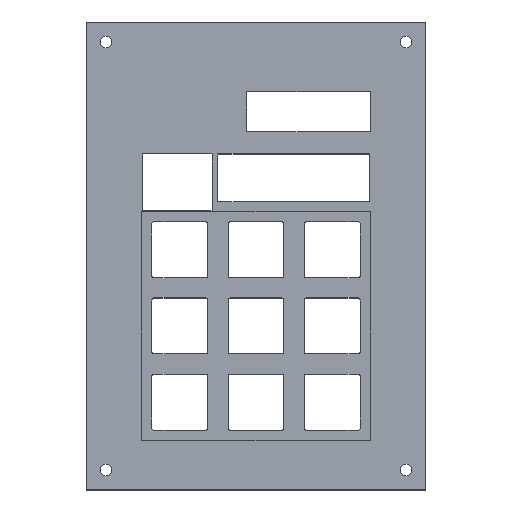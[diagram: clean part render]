
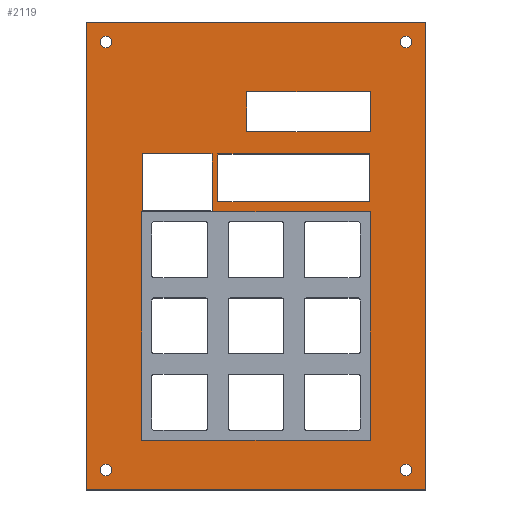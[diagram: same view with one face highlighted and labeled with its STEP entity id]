
A CAD part, top view. The second image highlights one B-rep face of the part: STEP entity #2119.
In plain terms, the highlighted planar face has unit normal (0, 0, 1).
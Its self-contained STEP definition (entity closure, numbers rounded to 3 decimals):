
#35=FACE_BOUND('',#396,.T.);
#36=FACE_BOUND('',#397,.T.);
#37=FACE_BOUND('',#398,.T.);
#38=FACE_BOUND('',#399,.T.);
#39=FACE_BOUND('',#400,.T.);
#40=FACE_BOUND('',#401,.T.);
#41=FACE_BOUND('',#402,.T.);
#42=FACE_BOUND('',#403,.T.);
#123=CIRCLE('',#2295,1.45);
#125=CIRCLE('',#2298,1.45);
#127=CIRCLE('',#2301,1.45);
#129=CIRCLE('',#2308,1.45);
#273=FACE_OUTER_BOUND('',#395,.T.);
#395=EDGE_LOOP('',(#1905,#1906,#1907,#1908));
#396=EDGE_LOOP('',(#1909,#1910,#1911,#1912));
#397=EDGE_LOOP('',(#1913));
#398=EDGE_LOOP('',(#1914,#1915,#1916,#1917));
#399=EDGE_LOOP('',(#1918));
#400=EDGE_LOOP('',(#1919));
#401=EDGE_LOOP('',(#1920));
#402=EDGE_LOOP('',(#1921,#1922,#1923,#1924));
#403=EDGE_LOOP('',(#1925,#1926,#1927,#1928));
#571=LINE('',#3376,#791);
#574=LINE('',#3382,#794);
#577=LINE('',#3388,#797);
#580=LINE('',#3392,#800);
#583=LINE('',#3400,#803);
#586=LINE('',#3406,#806);
#589=LINE('',#3412,#809);
#592=LINE('',#3416,#812);
#598=LINE('',#3442,#818);
#601=LINE('',#3448,#821);
#604=LINE('',#3454,#824);
#607=LINE('',#3458,#827);
#611=LINE('',#3472,#831);
#614=LINE('',#3478,#834);
#617=LINE('',#3484,#837);
#620=LINE('',#3488,#840);
#623=LINE('',#3496,#843);
#626=LINE('',#3502,#846);
#629=LINE('',#3508,#849);
#632=LINE('',#3512,#852);
#791=VECTOR('',#2782,10.);
#794=VECTOR('',#2787,10.);
#797=VECTOR('',#2792,10.);
#800=VECTOR('',#2797,10.);
#803=VECTOR('',#2802,10.);
#806=VECTOR('',#2807,10.);
#809=VECTOR('',#2812,10.);
#812=VECTOR('',#2817,10.);
#818=VECTOR('',#2843,10.);
#821=VECTOR('',#2848,10.);
#824=VECTOR('',#2853,10.);
#827=VECTOR('',#2858,10.);
#831=VECTOR('',#2870,10.);
#834=VECTOR('',#2875,10.);
#837=VECTOR('',#2880,10.);
#840=VECTOR('',#2885,10.);
#843=VECTOR('',#2890,10.);
#846=VECTOR('',#2895,10.);
#849=VECTOR('',#2900,10.);
#852=VECTOR('',#2905,10.);
#1007=VERTEX_POINT('',#3373);
#1008=VERTEX_POINT('',#3375);
#1010=VERTEX_POINT('',#3381);
#1012=VERTEX_POINT('',#3387);
#1015=VERTEX_POINT('',#3397);
#1016=VERTEX_POINT('',#3399);
#1018=VERTEX_POINT('',#3405);
#1020=VERTEX_POINT('',#3411);
#1021=VERTEX_POINT('',#3418);
#1023=VERTEX_POINT('',#3424);
#1025=VERTEX_POINT('',#3430);
#1029=VERTEX_POINT('',#3439);
#1030=VERTEX_POINT('',#3441);
#1032=VERTEX_POINT('',#3447);
#1034=VERTEX_POINT('',#3453);
#1035=VERTEX_POINT('',#3460);
#1039=VERTEX_POINT('',#3469);
#1040=VERTEX_POINT('',#3471);
#1042=VERTEX_POINT('',#3477);
#1044=VERTEX_POINT('',#3483);
#1047=VERTEX_POINT('',#3493);
#1048=VERTEX_POINT('',#3495);
#1050=VERTEX_POINT('',#3501);
#1052=VERTEX_POINT('',#3507);
#1283=EDGE_CURVE('',#1008,#1007,#571,.T.);
#1286=EDGE_CURVE('',#1010,#1008,#574,.T.);
#1289=EDGE_CURVE('',#1012,#1010,#577,.T.);
#1292=EDGE_CURVE('',#1007,#1012,#580,.T.);
#1295=EDGE_CURVE('',#1016,#1015,#583,.T.);
#1298=EDGE_CURVE('',#1018,#1016,#586,.T.);
#1301=EDGE_CURVE('',#1020,#1018,#589,.T.);
#1304=EDGE_CURVE('',#1015,#1020,#592,.T.);
#1305=EDGE_CURVE('',#1021,#1021,#123,.T.);
#1308=EDGE_CURVE('',#1023,#1023,#125,.T.);
#1311=EDGE_CURVE('',#1025,#1025,#127,.T.);
#1316=EDGE_CURVE('',#1030,#1029,#598,.T.);
#1319=EDGE_CURVE('',#1032,#1030,#601,.T.);
#1322=EDGE_CURVE('',#1034,#1032,#604,.T.);
#1325=EDGE_CURVE('',#1029,#1034,#607,.T.);
#1326=EDGE_CURVE('',#1035,#1035,#129,.T.);
#1331=EDGE_CURVE('',#1040,#1039,#611,.T.);
#1334=EDGE_CURVE('',#1042,#1040,#614,.T.);
#1337=EDGE_CURVE('',#1044,#1042,#617,.T.);
#1340=EDGE_CURVE('',#1039,#1044,#620,.T.);
#1343=EDGE_CURVE('',#1048,#1047,#623,.T.);
#1346=EDGE_CURVE('',#1050,#1048,#626,.T.);
#1349=EDGE_CURVE('',#1052,#1050,#629,.T.);
#1352=EDGE_CURVE('',#1047,#1052,#632,.T.);
#1905=ORIENTED_EDGE('',*,*,#1352,.T.);
#1906=ORIENTED_EDGE('',*,*,#1349,.T.);
#1907=ORIENTED_EDGE('',*,*,#1346,.T.);
#1908=ORIENTED_EDGE('',*,*,#1343,.T.);
#1909=ORIENTED_EDGE('',*,*,#1340,.T.);
#1910=ORIENTED_EDGE('',*,*,#1337,.T.);
#1911=ORIENTED_EDGE('',*,*,#1334,.T.);
#1912=ORIENTED_EDGE('',*,*,#1331,.T.);
#1913=ORIENTED_EDGE('',*,*,#1326,.T.);
#1914=ORIENTED_EDGE('',*,*,#1325,.T.);
#1915=ORIENTED_EDGE('',*,*,#1322,.T.);
#1916=ORIENTED_EDGE('',*,*,#1319,.T.);
#1917=ORIENTED_EDGE('',*,*,#1316,.T.);
#1918=ORIENTED_EDGE('',*,*,#1311,.T.);
#1919=ORIENTED_EDGE('',*,*,#1308,.T.);
#1920=ORIENTED_EDGE('',*,*,#1305,.T.);
#1921=ORIENTED_EDGE('',*,*,#1304,.T.);
#1922=ORIENTED_EDGE('',*,*,#1301,.T.);
#1923=ORIENTED_EDGE('',*,*,#1298,.T.);
#1924=ORIENTED_EDGE('',*,*,#1295,.T.);
#1925=ORIENTED_EDGE('',*,*,#1292,.T.);
#1926=ORIENTED_EDGE('',*,*,#1289,.T.);
#1927=ORIENTED_EDGE('',*,*,#1286,.T.);
#1928=ORIENTED_EDGE('',*,*,#1283,.T.);
#2015=PLANE('',#2318);
#2119=ADVANCED_FACE('',(#273,#35,#36,#37,#38,#39,#40,#41,#42),#2015,.T.);
#2295=AXIS2_PLACEMENT_3D('',#3419,#2820,#2821);
#2298=AXIS2_PLACEMENT_3D('',#3425,#2827,#2828);
#2301=AXIS2_PLACEMENT_3D('',#3431,#2834,#2835);
#2308=AXIS2_PLACEMENT_3D('',#3461,#2861,#2862);
#2318=AXIS2_PLACEMENT_3D('',#3513,#2906,#2907);
#2782=DIRECTION('',(0.,-1.,0.));
#2787=DIRECTION('',(1.,0.,0.));
#2792=DIRECTION('',(0.,1.,0.));
#2797=DIRECTION('',(-1.,0.,0.));
#2802=DIRECTION('',(0.,-1.,0.));
#2807=DIRECTION('',(1.,0.,0.));
#2812=DIRECTION('',(0.,1.,0.));
#2817=DIRECTION('',(-1.,0.,0.));
#2820=DIRECTION('center_axis',(0.,0.,-1.));
#2821=DIRECTION('ref_axis',(1.,0.,0.));
#2827=DIRECTION('center_axis',(0.,0.,-1.));
#2828=DIRECTION('ref_axis',(1.,0.,0.));
#2834=DIRECTION('center_axis',(0.,0.,-1.));
#2835=DIRECTION('ref_axis',(1.,0.,0.));
#2843=DIRECTION('',(0.,-1.,0.));
#2848=DIRECTION('',(1.,0.,0.));
#2853=DIRECTION('',(0.,1.,0.));
#2858=DIRECTION('',(-1.,0.,0.));
#2861=DIRECTION('center_axis',(0.,0.,-1.));
#2862=DIRECTION('ref_axis',(1.,0.,0.));
#2870=DIRECTION('',(1.,0.,0.));
#2875=DIRECTION('',(0.,1.,0.));
#2880=DIRECTION('',(-1.,0.,0.));
#2885=DIRECTION('',(0.,-1.,0.));
#2890=DIRECTION('',(0.,-1.,0.));
#2895=DIRECTION('',(-1.,0.,0.));
#2900=DIRECTION('',(0.,1.,0.));
#2905=DIRECTION('',(1.,0.,0.));
#2906=DIRECTION('center_axis',(0.,0.,1.));
#2907=DIRECTION('ref_axis',(1.,0.,0.));
#3373=CARTESIAN_POINT('',(71.15,-27.4,16.));
#3375=CARTESIAN_POINT('',(71.15,-17.4,16.));
#3376=CARTESIAN_POINT('',(71.15,-17.4,16.));
#3381=CARTESIAN_POINT('',(40.15,-17.4,16.));
#3382=CARTESIAN_POINT('',(40.15,-17.4,16.));
#3387=CARTESIAN_POINT('',(40.15,-27.4,16.));
#3388=CARTESIAN_POINT('',(40.15,-27.4,16.));
#3392=CARTESIAN_POINT('',(71.15,-27.4,16.));
#3397=CARTESIAN_POINT('',(70.975,-45.,16.));
#3399=CARTESIAN_POINT('',(70.975,-33.,16.));
#3400=CARTESIAN_POINT('',(70.975,-33.,16.));
#3405=CARTESIAN_POINT('',(32.975,-33.,16.));
#3406=CARTESIAN_POINT('',(32.975,-33.,16.));
#3411=CARTESIAN_POINT('',(32.975,-45.,16.));
#3412=CARTESIAN_POINT('',(32.975,-45.,16.));
#3416=CARTESIAN_POINT('',(70.975,-45.,16.));
#3418=CARTESIAN_POINT('',(3.55,-5.,16.));
#3419=CARTESIAN_POINT('Origin',(5.,-5.,16.));
#3424=CARTESIAN_POINT('',(3.55,-112.,16.));
#3425=CARTESIAN_POINT('Origin',(5.,-112.,16.));
#3430=CARTESIAN_POINT('',(78.55,-112.,16.));
#3431=CARTESIAN_POINT('Origin',(80.,-112.,16.));
#3439=CARTESIAN_POINT('',(31.5,-47.175,16.));
#3441=CARTESIAN_POINT('',(31.5,-32.975,16.));
#3442=CARTESIAN_POINT('',(31.5,-32.975,16.));
#3447=CARTESIAN_POINT('',(14.,-32.975,16.));
#3448=CARTESIAN_POINT('',(14.,-32.975,16.));
#3453=CARTESIAN_POINT('',(14.,-47.175,16.));
#3454=CARTESIAN_POINT('',(14.,-47.175,16.));
#3458=CARTESIAN_POINT('',(31.5,-47.175,16.));
#3460=CARTESIAN_POINT('',(78.55,-5.,16.));
#3461=CARTESIAN_POINT('Origin',(80.,-5.,16.));
#3469=CARTESIAN_POINT('',(71.075,-47.425,16.));
#3471=CARTESIAN_POINT('',(13.925,-47.425,16.));
#3472=CARTESIAN_POINT('',(13.925,-47.425,16.));
#3477=CARTESIAN_POINT('',(13.925,-104.575,16.));
#3478=CARTESIAN_POINT('',(13.925,-104.575,16.));
#3483=CARTESIAN_POINT('',(71.075,-104.575,16.));
#3484=CARTESIAN_POINT('',(13.925,-104.575,16.));
#3488=CARTESIAN_POINT('',(71.075,-104.575,16.));
#3493=CARTESIAN_POINT('',(0.,-117.,16.));
#3495=CARTESIAN_POINT('',(0.,0.,16.));
#3496=CARTESIAN_POINT('',(0.,-117.,16.));
#3501=CARTESIAN_POINT('',(85.,0.,16.));
#3502=CARTESIAN_POINT('',(0.,0.,16.));
#3507=CARTESIAN_POINT('',(85.,-117.,16.));
#3508=CARTESIAN_POINT('',(85.,0.,16.));
#3512=CARTESIAN_POINT('',(85.,-117.,16.));
#3513=CARTESIAN_POINT('Origin',(42.5,-58.5,16.));
